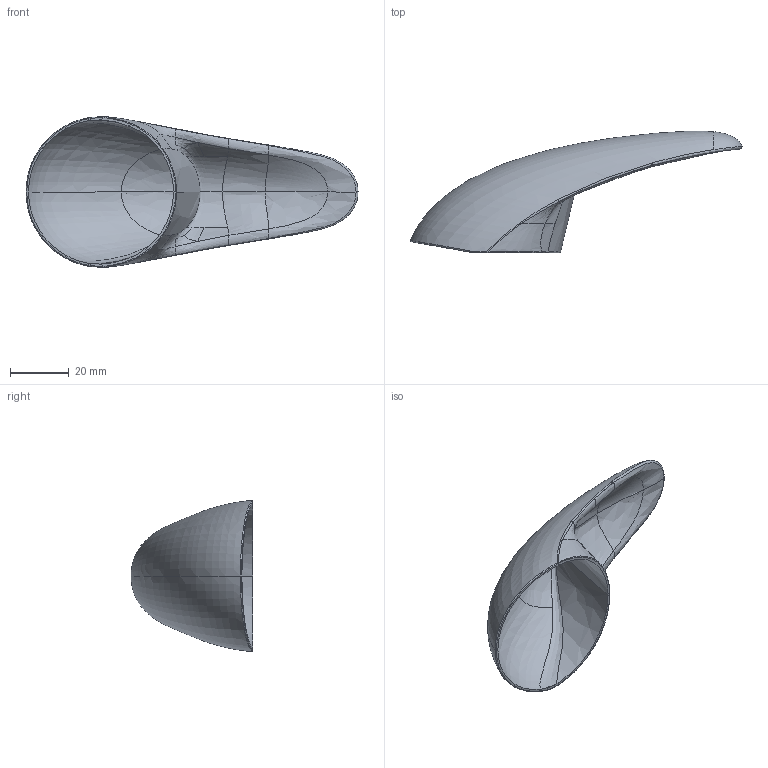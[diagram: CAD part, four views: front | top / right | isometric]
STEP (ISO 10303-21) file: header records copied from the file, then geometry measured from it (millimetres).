
FILE_DESCRIPTION(('OneSpaceDesigner STEP Export'),'2;1');
FILE_NAME('osd_part.step','2008-04-18T15:49:57',(''),(''),'CoCreate Modeling STEP processor for AP214 (Solid Model)','CoCreate Modeling 16.00P0223 23-Feb-2008 (C) CoCreate Software GmbH','');
FILE_SCHEMA(('AUTOMOTIVE_DESIGN { 1 0 10303 214 1 1 1 1 }'));
Length unit declared in the file: millimetre
Products named in the file (1): p1.1
Bounding box: 113.4 x 41.51 x 51.47 mm (x, y, z)
Volume: 20025.1 mm3; surface area: 14744.8 mm2
Topology: 1 solids, 1 shells, 82 faces, 204 edges, 120 vertices
Faces by surface type: bspline 78, cone 2, plane 2
Entity records: 31405 total; most frequent: CARTESIAN_POINT 30040, ORIENTED_EDGE 400, EDGE_CURVE 200, B_SPLINE_CURVE_WITH_KNOTS 165, VERTEX_POINT 120, EDGE_LOOP 82, FACE_OUTER_BOUND 82, ADVANCED_FACE 82
